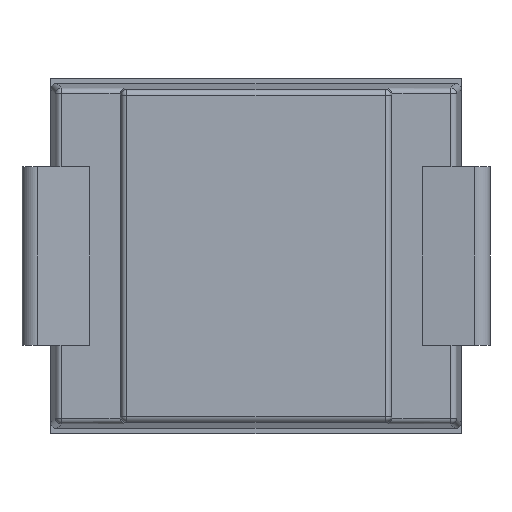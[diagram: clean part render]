
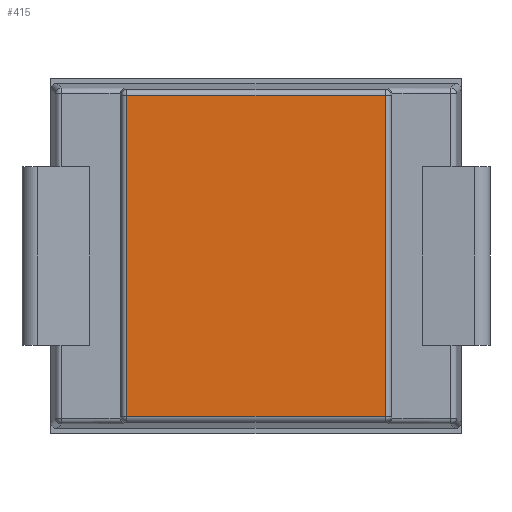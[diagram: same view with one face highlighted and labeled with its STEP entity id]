
A CAD part, front view. The second image highlights one B-rep face of the part: STEP entity #415.
In plain terms, the highlighted face is planar.
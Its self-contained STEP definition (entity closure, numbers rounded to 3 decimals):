
#122 = ORIENTED_EDGE ( 'NONE', *, *, #8454, .T. ) ;
#131 = CARTESIAN_POINT ( 'NONE',  ( -2.285, 2.813, -0.91 ) ) ;
#179 = CARTESIAN_POINT ( 'NONE',  ( -2.172, 2.7, -0.91 ) ) ;
#415 = ADVANCED_FACE ( 'NONE', ( #8131 ), #4083, .F. ) ;
#420 = VECTOR ( 'NONE', #7596, 1000. ) ;
#580 = CARTESIAN_POINT ( 'NONE',  ( -2.172, 2.813, -0.91 ) ) ;
#671 = ORIENTED_EDGE ( 'NONE', *, *, #2044, .T. ) ;
#712 = DIRECTION ( 'NONE',  ( -1., 0., 0. ) ) ;
#796 = DIRECTION ( 'NONE',  ( 1., 0., 0. ) ) ;
#1160 = EDGE_CURVE ( 'NONE', #3787, #7722, #4140, .T. ) ;
#1208 = CARTESIAN_POINT ( 'NONE',  ( 2.172, 2.7, -0.91 ) ) ;
#1280 = CARTESIAN_POINT ( 'NONE',  ( -2.172, -2.7, -0.91 ) ) ;
#1454 = LINE ( 'NONE', #580, #2981 ) ;
#1726 = ORIENTED_EDGE ( 'NONE', *, *, #1160, .T. ) ;
#2044 = EDGE_CURVE ( 'NONE', #7722, #3910, #7779, .T. ) ;
#2507 = VECTOR ( 'NONE', #712, 1000. ) ;
#2981 = VECTOR ( 'NONE', #4526, 1000. ) ;
#3003 = CARTESIAN_POINT ( 'NONE',  ( -2.285, 2.7, -0.91 ) ) ;
#3142 = VERTEX_POINT ( 'NONE', #1280 ) ;
#3787 = VERTEX_POINT ( 'NONE', #179 ) ;
#3910 = VERTEX_POINT ( 'NONE', #5592 ) ;
#4083 = PLANE ( 'NONE',  #7446 ) ;
#4140 = LINE ( 'NONE', #3003, #420 ) ;
#4160 = EDGE_CURVE ( 'NONE', #3142, #3787, #1454, .T. ) ;
#4526 = DIRECTION ( 'NONE',  ( 0., 1., 0. ) ) ;
#4752 = DIRECTION ( 'NONE',  ( 0., 0., 1. ) ) ;
#4860 = EDGE_LOOP ( 'NONE', ( #8015, #1726, #671, #122 ) ) ;
#5311 = CARTESIAN_POINT ( 'NONE',  ( -2.285, -2.7, -0.91 ) ) ;
#5592 = CARTESIAN_POINT ( 'NONE',  ( 2.172, -2.7, -0.91 ) ) ;
#5847 = VECTOR ( 'NONE', #6201, 1000. ) ;
#6201 = DIRECTION ( 'NONE',  ( 0., -1., 0. ) ) ;
#6865 = CARTESIAN_POINT ( 'NONE',  ( 2.172, 2.813, -0.91 ) ) ;
#7335 = LINE ( 'NONE', #5311, #2507 ) ;
#7446 = AXIS2_PLACEMENT_3D ( 'NONE', #131, #4752, #796 ) ;
#7596 = DIRECTION ( 'NONE',  ( 1., 0., 0. ) ) ;
#7722 = VERTEX_POINT ( 'NONE', #1208 ) ;
#7779 = LINE ( 'NONE', #6865, #5847 ) ;
#8015 = ORIENTED_EDGE ( 'NONE', *, *, #4160, .T. ) ;
#8131 = FACE_OUTER_BOUND ( 'NONE', #4860, .T. ) ;
#8454 = EDGE_CURVE ( 'NONE', #3910, #3142, #7335, .T. ) ;
